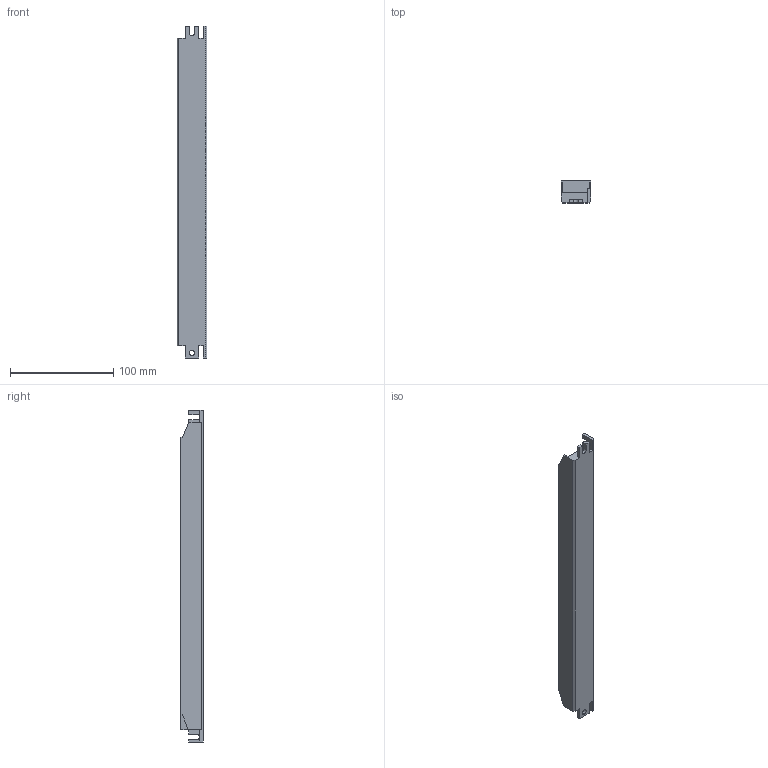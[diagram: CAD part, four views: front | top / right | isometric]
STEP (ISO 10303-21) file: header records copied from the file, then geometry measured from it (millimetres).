
FILE_DESCRIPTION(('Creo Elements/Direct Modeling STEP Export'),'2;1');
FILE_NAME('L6_Gehäuse_Blackbox_1170800100.stp','2015-04-24T14:20:06',(''),(''),'Creo Elements/Direct Modeling STEP processor for AP214 (Solid Model)','Creo Elements/Direct Modeling 18.1C 24-Feb-2013 (C) Parametric Technology GmbH','');
FILE_SCHEMA(('AUTOMOTIVE_DESIGN { 1 0 10303 214 1 1 1 1 }'));
Length unit declared in the file: millimetre
Products named in the file (1): L6_Gehäuse_Blackbox
Bounding box: 28.5 x 21.5 x 322 mm (x, y, z)
Volume: 131799.3 mm3; surface area: 52117.5 mm2
Topology: 1 solids, 1 shells, 126 faces, 375 edges, 249 vertices
Faces by surface type: plane 65, cylinder 61
Entity records: 4035 total; most frequent: ORIENTED_EDGE 750, CARTESIAN_POINT 676, DIRECTION 612, EDGE_CURVE 375, VERTEX_POINT 249, VECTOR 242, LINE 242, AXIS2_PLACEMENT_3D 185
